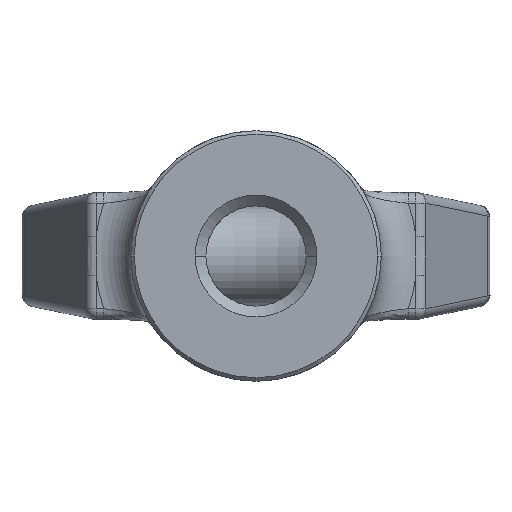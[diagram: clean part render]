
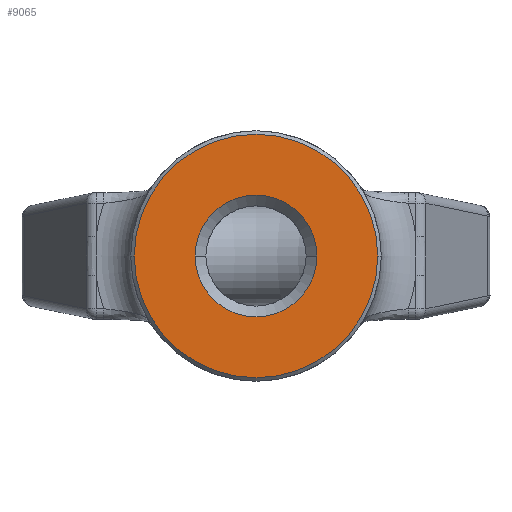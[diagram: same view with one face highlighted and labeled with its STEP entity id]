
A CAD part, front view. The second image highlights one B-rep face of the part: STEP entity #9065.
In plain terms, the highlighted planar face has unit normal (0, -1, 0).
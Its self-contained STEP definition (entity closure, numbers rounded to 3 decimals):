
#926=CARTESIAN_POINT('',(0.,-29.5,0.));
#927=DIRECTION('',(0.,-1.,0.));
#928=DIRECTION('',(-1.,0.,0.));
#929=AXIS2_PLACEMENT_3D('',#926,#927,#928);
#931=CARTESIAN_POINT('',(0.,-29.5,0.));
#932=DIRECTION('',(0.,1.,0.));
#933=DIRECTION('',(-1.,0.,0.));
#934=AXIS2_PLACEMENT_3D('',#931,#932,#933);
#936=CARTESIAN_POINT('',(0.,-29.5,0.));
#937=DIRECTION('',(0.,-1.,0.));
#938=DIRECTION('',(-1.,0.,0.));
#939=AXIS2_PLACEMENT_3D('',#936,#937,#938);
#941=CARTESIAN_POINT('',(0.,-29.5,0.));
#942=DIRECTION('',(0.,-1.,0.));
#943=DIRECTION('',(1.,0.,0.));
#944=AXIS2_PLACEMENT_3D('',#941,#942,#943);
#6522=CARTESIAN_POINT('',(-8.5,-29.5,0.));
#6523=CARTESIAN_POINT('',(8.5,-29.5,0.));
#6524=VERTEX_POINT('',#6522);
#6525=VERTEX_POINT('',#6523);
#6528=CARTESIAN_POINT('',(-17.,-29.5,0.));
#6529=VERTEX_POINT('',#6528);
#6530=CARTESIAN_POINT('',(17.,-29.5,0.));
#6531=VERTEX_POINT('',#6530);
#9050=CARTESIAN_POINT('',(0.,-29.5,0.));
#9051=DIRECTION('',(0.,1.,0.));
#9052=DIRECTION('',(1.,0.,0.));
#9053=AXIS2_PLACEMENT_3D('',#9050,#9051,#9052);
#9054=PLANE('',#9053);
#9055=ORIENTED_EDGE('',*,*,#9029,.F.);
#9056=ORIENTED_EDGE('',*,*,#9045,.T.);
#9057=EDGE_LOOP('',(#9055,#9056));
#9058=FACE_OUTER_BOUND('',#9057,.F.);
#9060=ORIENTED_EDGE('',*,*,#9059,.T.);
#9062=ORIENTED_EDGE('',*,*,#9061,.T.);
#9063=EDGE_LOOP('',(#9060,#9062));
#9064=FACE_BOUND('',#9063,.F.);
#9065=ADVANCED_FACE('',(#9058,#9064),#9054,.F.);
#930=CIRCLE('',#929,17.);
#935=CIRCLE('',#934,17.);
#940=CIRCLE('',#939,8.5);
#945=CIRCLE('',#944,8.5);
#9029=EDGE_CURVE('',#6529,#6531,#930,.T.);
#9045=EDGE_CURVE('',#6529,#6531,#935,.T.);
#9059=EDGE_CURVE('',#6524,#6525,#940,.T.);
#9061=EDGE_CURVE('',#6525,#6524,#945,.T.);
